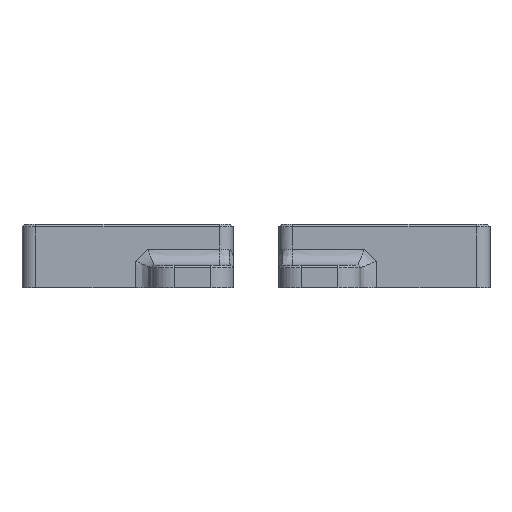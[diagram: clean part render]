
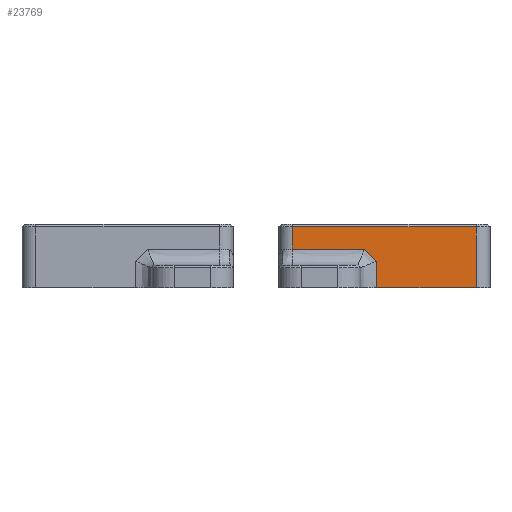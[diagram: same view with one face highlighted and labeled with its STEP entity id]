
A CAD part, left-side view. The second image highlights one B-rep face of the part: STEP entity #23769.
In plain terms, the highlighted planar face has unit normal (-1, 0, 0).
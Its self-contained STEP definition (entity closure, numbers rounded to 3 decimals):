
#45=B_SPLINE_CURVE_WITH_KNOTS('',3,(#34359,#34360,#34361,#34362),
 .UNSPECIFIED.,.F.,.F.,(4,4),(-0.44,0.146),.UNSPECIFIED.);
#47=B_SPLINE_CURVE_WITH_KNOTS('',3,(#34406,#34407,#34408,#34409),
 .UNSPECIFIED.,.F.,.F.,(4,4),(-0.146,0.231),
 .UNSPECIFIED.);
#55=B_SPLINE_CURVE_WITH_KNOTS('',3,(#34523,#34524,#34525,#34526),
 .UNSPECIFIED.,.F.,.F.,(4,4),(-2.21,-0.623),
 .UNSPECIFIED.);
#103=PLANE('',#25581);
#1877=FACE_OUTER_BOUND('',#3668,.T.);
#3668=EDGE_LOOP('',(#17117,#17118,#17119,#17120,#17121,#17122,#17123));
#5480=LINE('',#34284,#8778);
#5510=LINE('',#34646,#8808);
#5513=LINE('',#34653,#8811);
#5514=LINE('',#34654,#8812);
#8778=VECTOR('',#27371,10.);
#8808=VECTOR('',#27449,10.);
#8811=VECTOR('',#27456,10.);
#8812=VECTOR('',#27457,10.);
#12076=VERTEX_POINT('',#34277);
#12078=VERTEX_POINT('',#34282);
#12090=VERTEX_POINT('',#34344);
#12091=VERTEX_POINT('',#34358);
#12092=VERTEX_POINT('',#34405);
#12096=VERTEX_POINT('',#34463);
#12118=VERTEX_POINT('',#34645);
#13652=EDGE_CURVE('',#12078,#12076,#5480,.T.);
#13668=EDGE_CURVE('',#12090,#12091,#45,.T.);
#13670=EDGE_CURVE('',#12091,#12092,#47,.T.);
#13678=EDGE_CURVE('',#12092,#12096,#55,.T.);
#13711=EDGE_CURVE('',#12076,#12118,#5510,.T.);
#13715=EDGE_CURVE('',#12096,#12078,#5513,.T.);
#13716=EDGE_CURVE('',#12090,#12118,#5514,.T.);
#17117=ORIENTED_EDGE('',*,*,#13652,.F.);
#17118=ORIENTED_EDGE('',*,*,#13715,.F.);
#17119=ORIENTED_EDGE('',*,*,#13678,.F.);
#17120=ORIENTED_EDGE('',*,*,#13670,.F.);
#17121=ORIENTED_EDGE('',*,*,#13668,.F.);
#17122=ORIENTED_EDGE('',*,*,#13716,.T.);
#17123=ORIENTED_EDGE('',*,*,#13711,.F.);
#23769=ADVANCED_FACE('',(#1877),#103,.T.);
#25581=AXIS2_PLACEMENT_3D('',#34652,#27454,#27455);
#27371=DIRECTION('',(0.,-1.,0.));
#27449=DIRECTION('',(0.,0.,-1.));
#27454=DIRECTION('center_axis',(-1.,0.,0.));
#27455=DIRECTION('ref_axis',(0.,-1.,0.));
#27456=DIRECTION('',(0.,0.,1.));
#27457=DIRECTION('',(0.,-1.,0.));
#34277=CARTESIAN_POINT('',(85.1,117.,13.401));
#34282=CARTESIAN_POINT('',(85.1,157.426,13.401));
#34284=CARTESIAN_POINT('',(85.1,141.692,13.401));
#34344=CARTESIAN_POINT('',(85.1,138.891,0.));
#34358=CARTESIAN_POINT('',(85.1,138.891,5.865));
#34359=CARTESIAN_POINT('Ctrl Pts',(85.1,138.891,0.));
#34360=CARTESIAN_POINT('Ctrl Pts',(85.1,138.891,1.955));
#34361=CARTESIAN_POINT('Ctrl Pts',(85.1,138.891,3.91));
#34362=CARTESIAN_POINT('Ctrl Pts',(85.1,138.891,5.865));
#34405=CARTESIAN_POINT('',(85.1,141.561,8.536));
#34406=CARTESIAN_POINT('Ctrl Pts',(85.1,138.891,5.865));
#34407=CARTESIAN_POINT('Ctrl Pts',(85.1,139.781,6.755));
#34408=CARTESIAN_POINT('Ctrl Pts',(85.1,140.671,7.646));
#34409=CARTESIAN_POINT('Ctrl Pts',(85.1,141.561,8.536));
#34463=CARTESIAN_POINT('',(85.1,157.426,8.536));
#34523=CARTESIAN_POINT('Ctrl Pts',(85.1,141.561,8.536));
#34524=CARTESIAN_POINT('Ctrl Pts',(85.1,146.85,8.536));
#34525=CARTESIAN_POINT('Ctrl Pts',(85.1,152.136,8.536));
#34526=CARTESIAN_POINT('Ctrl Pts',(85.1,157.426,8.536));
#34645=CARTESIAN_POINT('',(85.1,117.,0.));
#34646=CARTESIAN_POINT('',(85.1,117.,0.));
#34652=CARTESIAN_POINT('Origin',(85.1,160.426,0.));
#34653=CARTESIAN_POINT('',(85.1,157.426,4.359));
#34654=CARTESIAN_POINT('',(85.1,140.426,0.));
